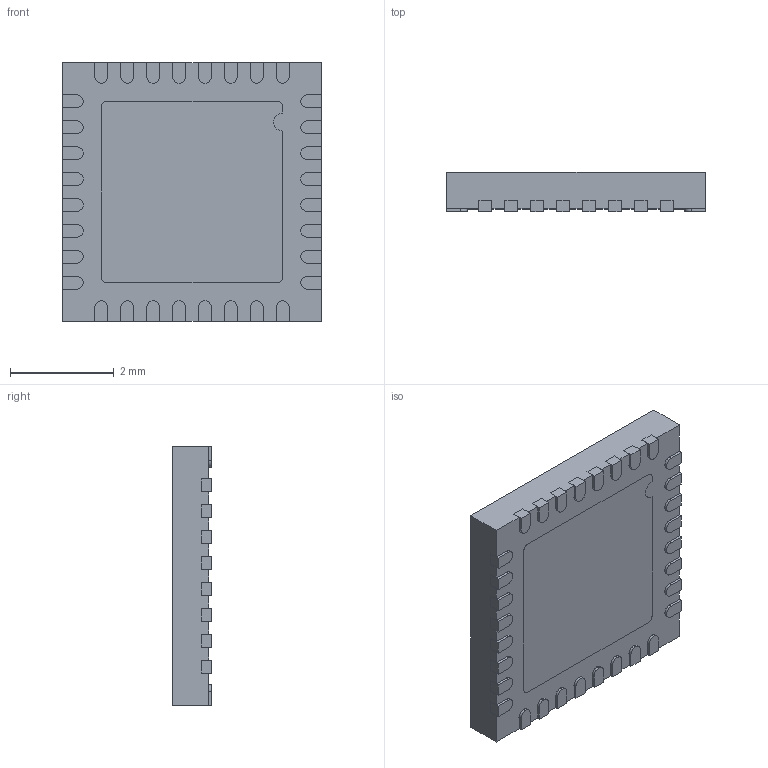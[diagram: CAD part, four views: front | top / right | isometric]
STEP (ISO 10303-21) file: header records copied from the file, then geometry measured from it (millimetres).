
FILE_DESCRIPTION (( 'STEP AP214' ), '1' );
FILE_NAME ('AD9649BCPZRL7-80.STEP', '2022-07-15T10:56:09', ( '' ), ( '' ), 'SwSTEP 2.0', 'SolidWorks 2018', '' );
FILE_SCHEMA (( 'AUTOMOTIVE_DESIGN' ));
Length unit declared in the file: millimetre
Products named in the file (1): AD9649BCPZRL7-80
Bounding box: 5 x 0.75 x 5 mm (x, y, z)
Volume: 17.6 mm3; surface area: 108.1 mm2
Topology: 34 solids, 34 shells, 389 faces, 960 edges, 640 vertices
Faces by surface type: plane 275, cylinder 114
Entity records: 16092 total; most frequent: CARTESIAN_POINT 1990, DIRECTION 1968, ORIENTED_EDGE 1920, EDGE_CURVE 960, VECTOR 732, LINE 732, VERTEX_POINT 640, AXIS2_PLACEMENT_3D 618
